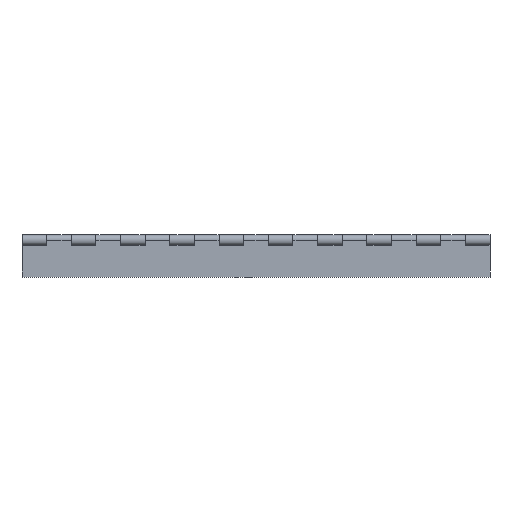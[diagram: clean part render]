
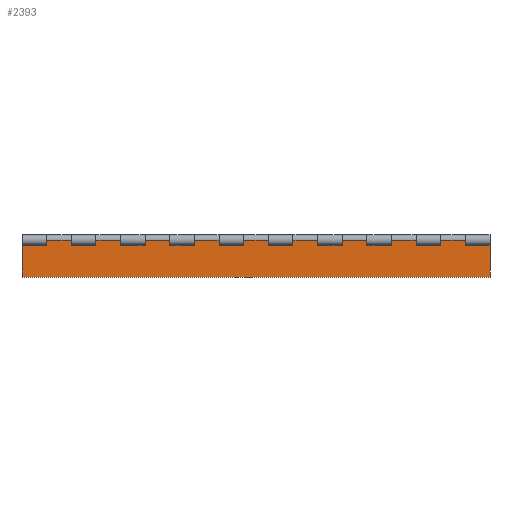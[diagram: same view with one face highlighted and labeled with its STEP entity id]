
A CAD part, top view. The second image highlights one B-rep face of the part: STEP entity #2393.
In plain terms, the highlighted planar face has unit normal (0, 0, 1).
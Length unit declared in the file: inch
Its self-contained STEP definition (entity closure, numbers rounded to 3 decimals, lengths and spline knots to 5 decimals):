
#194=FACE_OUTER_BOUND('',#319,.T.);
#319=EDGE_LOOP('',(#1790,#1791,#1792,#1793,#1794,#1795,#1796,#1797,#1798,
#1799,#1800,#1801,#1802,#1803,#1804,#1805,#1806,#1807,#1808,#1809,#1810,
#1811,#1812,#1813,#1814,#1815,#1816,#1817,#1818,#1819,#1820,#1821,#1822,
#1823,#1824,#1825,#1826,#1827,#1828,#1829));
#407=LINE('',#3429,#685);
#408=LINE('',#3432,#686);
#449=LINE('',#3514,#727);
#453=LINE('',#3530,#731);
#455=LINE('',#3534,#733);
#457=LINE('',#3538,#735);
#461=LINE('',#3554,#739);
#463=LINE('',#3558,#741);
#465=LINE('',#3562,#743);
#469=LINE('',#3578,#747);
#471=LINE('',#3582,#749);
#473=LINE('',#3586,#751);
#477=LINE('',#3602,#755);
#479=LINE('',#3606,#757);
#481=LINE('',#3610,#759);
#485=LINE('',#3626,#763);
#487=LINE('',#3630,#765);
#489=LINE('',#3634,#767);
#493=LINE('',#3650,#771);
#495=LINE('',#3654,#773);
#497=LINE('',#3658,#775);
#501=LINE('',#3674,#779);
#503=LINE('',#3678,#781);
#505=LINE('',#3682,#783);
#509=LINE('',#3698,#787);
#511=LINE('',#3702,#789);
#513=LINE('',#3706,#791);
#517=LINE('',#3722,#795);
#520=LINE('',#3727,#798);
#521=LINE('',#3730,#799);
#523=LINE('',#3733,#801);
#524=LINE('',#3735,#802);
#525=LINE('',#3736,#803);
#526=LINE('',#3737,#804);
#527=LINE('',#3738,#805);
#528=LINE('',#3739,#806);
#529=LINE('',#3740,#807);
#530=LINE('',#3741,#808);
#531=LINE('',#3742,#809);
#532=LINE('',#3743,#810);
#685=VECTOR('',#2730,1.285);
#686=VECTOR('',#2733,1.);
#727=VECTOR('',#2778,0.215);
#731=VECTOR('',#2794,0.215);
#733=VECTOR('',#2798,1.);
#735=VECTOR('',#2802,0.215);
#739=VECTOR('',#2818,0.215);
#741=VECTOR('',#2822,1.);
#743=VECTOR('',#2826,0.215);
#747=VECTOR('',#2842,0.215);
#749=VECTOR('',#2846,1.);
#751=VECTOR('',#2850,0.215);
#755=VECTOR('',#2866,0.215);
#757=VECTOR('',#2870,1.);
#759=VECTOR('',#2874,0.215);
#763=VECTOR('',#2890,0.215);
#765=VECTOR('',#2894,1.);
#767=VECTOR('',#2898,0.215);
#771=VECTOR('',#2914,0.215);
#773=VECTOR('',#2918,1.);
#775=VECTOR('',#2922,0.215);
#779=VECTOR('',#2938,0.215);
#781=VECTOR('',#2942,1.);
#783=VECTOR('',#2946,0.215);
#787=VECTOR('',#2962,0.215);
#789=VECTOR('',#2966,1.);
#791=VECTOR('',#2970,0.215);
#795=VECTOR('',#2986,0.215);
#798=VECTOR('',#2991,1.);
#799=VECTOR('',#2994,1.285);
#801=VECTOR('',#2998,19.);
#802=VECTOR('',#3001,1.);
#803=VECTOR('',#3002,1.);
#804=VECTOR('',#3003,1.);
#805=VECTOR('',#3004,1.);
#806=VECTOR('',#3005,1.);
#807=VECTOR('',#3006,1.);
#808=VECTOR('',#3007,1.);
#809=VECTOR('',#3008,1.);
#810=VECTOR('',#3009,1.);
#961=VERTEX_POINT('',#3423);
#963=VERTEX_POINT('',#3427);
#964=VERTEX_POINT('',#3431);
#1003=VERTEX_POINT('',#3513);
#1008=VERTEX_POINT('',#3527);
#1009=VERTEX_POINT('',#3529);
#1010=VERTEX_POINT('',#3533);
#1011=VERTEX_POINT('',#3537);
#1016=VERTEX_POINT('',#3551);
#1017=VERTEX_POINT('',#3553);
#1018=VERTEX_POINT('',#3557);
#1019=VERTEX_POINT('',#3561);
#1024=VERTEX_POINT('',#3575);
#1025=VERTEX_POINT('',#3577);
#1026=VERTEX_POINT('',#3581);
#1027=VERTEX_POINT('',#3585);
#1032=VERTEX_POINT('',#3599);
#1033=VERTEX_POINT('',#3601);
#1034=VERTEX_POINT('',#3605);
#1035=VERTEX_POINT('',#3609);
#1040=VERTEX_POINT('',#3623);
#1041=VERTEX_POINT('',#3625);
#1042=VERTEX_POINT('',#3629);
#1043=VERTEX_POINT('',#3633);
#1048=VERTEX_POINT('',#3647);
#1049=VERTEX_POINT('',#3649);
#1050=VERTEX_POINT('',#3653);
#1051=VERTEX_POINT('',#3657);
#1056=VERTEX_POINT('',#3671);
#1057=VERTEX_POINT('',#3673);
#1058=VERTEX_POINT('',#3677);
#1059=VERTEX_POINT('',#3681);
#1064=VERTEX_POINT('',#3695);
#1065=VERTEX_POINT('',#3697);
#1066=VERTEX_POINT('',#3701);
#1067=VERTEX_POINT('',#3705);
#1072=VERTEX_POINT('',#3719);
#1073=VERTEX_POINT('',#3721);
#1074=VERTEX_POINT('',#3725);
#1075=VERTEX_POINT('',#3729);
#1201=EDGE_CURVE('',#963,#961,#407,.T.);
#1202=EDGE_CURVE('',#964,#961,#408,.T.);
#1243=EDGE_CURVE('',#964,#1003,#449,.T.);
#1251=EDGE_CURVE('',#1009,#1008,#453,.T.);
#1253=EDGE_CURVE('',#1010,#1009,#455,.T.);
#1255=EDGE_CURVE('',#1010,#1011,#457,.T.);
#1263=EDGE_CURVE('',#1017,#1016,#461,.T.);
#1265=EDGE_CURVE('',#1018,#1017,#463,.T.);
#1267=EDGE_CURVE('',#1018,#1019,#465,.T.);
#1275=EDGE_CURVE('',#1025,#1024,#469,.T.);
#1277=EDGE_CURVE('',#1026,#1025,#471,.T.);
#1279=EDGE_CURVE('',#1026,#1027,#473,.T.);
#1287=EDGE_CURVE('',#1033,#1032,#477,.T.);
#1289=EDGE_CURVE('',#1034,#1033,#479,.T.);
#1291=EDGE_CURVE('',#1034,#1035,#481,.T.);
#1299=EDGE_CURVE('',#1041,#1040,#485,.T.);
#1301=EDGE_CURVE('',#1042,#1041,#487,.T.);
#1303=EDGE_CURVE('',#1042,#1043,#489,.T.);
#1311=EDGE_CURVE('',#1049,#1048,#493,.T.);
#1313=EDGE_CURVE('',#1050,#1049,#495,.T.);
#1315=EDGE_CURVE('',#1050,#1051,#497,.T.);
#1323=EDGE_CURVE('',#1057,#1056,#501,.T.);
#1325=EDGE_CURVE('',#1058,#1057,#503,.T.);
#1327=EDGE_CURVE('',#1058,#1059,#505,.T.);
#1335=EDGE_CURVE('',#1065,#1064,#509,.T.);
#1337=EDGE_CURVE('',#1066,#1065,#511,.T.);
#1339=EDGE_CURVE('',#1066,#1067,#513,.T.);
#1347=EDGE_CURVE('',#1073,#1072,#517,.T.);
#1350=EDGE_CURVE('',#1073,#1074,#520,.T.);
#1351=EDGE_CURVE('',#1075,#1074,#521,.T.);
#1353=EDGE_CURVE('',#1075,#963,#523,.T.);
#1354=EDGE_CURVE('',#1072,#1067,#524,.T.);
#1355=EDGE_CURVE('',#1064,#1059,#525,.T.);
#1356=EDGE_CURVE('',#1056,#1051,#526,.T.);
#1357=EDGE_CURVE('',#1048,#1043,#527,.T.);
#1358=EDGE_CURVE('',#1040,#1035,#528,.T.);
#1359=EDGE_CURVE('',#1032,#1027,#529,.T.);
#1360=EDGE_CURVE('',#1024,#1019,#530,.T.);
#1361=EDGE_CURVE('',#1016,#1011,#531,.T.);
#1362=EDGE_CURVE('',#1008,#1003,#532,.T.);
#1790=ORIENTED_EDGE('',*,*,#1243,.F.);
#1791=ORIENTED_EDGE('',*,*,#1202,.T.);
#1792=ORIENTED_EDGE('',*,*,#1201,.F.);
#1793=ORIENTED_EDGE('',*,*,#1353,.F.);
#1794=ORIENTED_EDGE('',*,*,#1351,.T.);
#1795=ORIENTED_EDGE('',*,*,#1350,.F.);
#1796=ORIENTED_EDGE('',*,*,#1347,.T.);
#1797=ORIENTED_EDGE('',*,*,#1354,.T.);
#1798=ORIENTED_EDGE('',*,*,#1339,.F.);
#1799=ORIENTED_EDGE('',*,*,#1337,.T.);
#1800=ORIENTED_EDGE('',*,*,#1335,.T.);
#1801=ORIENTED_EDGE('',*,*,#1355,.T.);
#1802=ORIENTED_EDGE('',*,*,#1327,.F.);
#1803=ORIENTED_EDGE('',*,*,#1325,.T.);
#1804=ORIENTED_EDGE('',*,*,#1323,.T.);
#1805=ORIENTED_EDGE('',*,*,#1356,.T.);
#1806=ORIENTED_EDGE('',*,*,#1315,.F.);
#1807=ORIENTED_EDGE('',*,*,#1313,.T.);
#1808=ORIENTED_EDGE('',*,*,#1311,.T.);
#1809=ORIENTED_EDGE('',*,*,#1357,.T.);
#1810=ORIENTED_EDGE('',*,*,#1303,.F.);
#1811=ORIENTED_EDGE('',*,*,#1301,.T.);
#1812=ORIENTED_EDGE('',*,*,#1299,.T.);
#1813=ORIENTED_EDGE('',*,*,#1358,.T.);
#1814=ORIENTED_EDGE('',*,*,#1291,.F.);
#1815=ORIENTED_EDGE('',*,*,#1289,.T.);
#1816=ORIENTED_EDGE('',*,*,#1287,.T.);
#1817=ORIENTED_EDGE('',*,*,#1359,.T.);
#1818=ORIENTED_EDGE('',*,*,#1279,.F.);
#1819=ORIENTED_EDGE('',*,*,#1277,.T.);
#1820=ORIENTED_EDGE('',*,*,#1275,.T.);
#1821=ORIENTED_EDGE('',*,*,#1360,.T.);
#1822=ORIENTED_EDGE('',*,*,#1267,.F.);
#1823=ORIENTED_EDGE('',*,*,#1265,.T.);
#1824=ORIENTED_EDGE('',*,*,#1263,.T.);
#1825=ORIENTED_EDGE('',*,*,#1361,.T.);
#1826=ORIENTED_EDGE('',*,*,#1255,.F.);
#1827=ORIENTED_EDGE('',*,*,#1253,.T.);
#1828=ORIENTED_EDGE('',*,*,#1251,.T.);
#1829=ORIENTED_EDGE('',*,*,#1362,.T.);
#2298=PLANE('',#2590);
#2393=ADVANCED_FACE('',(#194),#2298,.T.);
#2590=AXIS2_PLACEMENT_3D('',#3734,#2999,#3000);
#2730=DIRECTION('',(0.,1.,0.));
#2733=DIRECTION('',(-1.,0.,0.));
#2778=DIRECTION('',(0.,1.,0.));
#2794=DIRECTION('',(0.,1.,0.));
#2798=DIRECTION('',(-1.,0.,0.));
#2802=DIRECTION('',(0.,1.,0.));
#2818=DIRECTION('',(0.,1.,0.));
#2822=DIRECTION('',(-1.,0.,0.));
#2826=DIRECTION('',(0.,1.,0.));
#2842=DIRECTION('',(0.,1.,0.));
#2846=DIRECTION('',(-1.,0.,0.));
#2850=DIRECTION('',(0.,1.,0.));
#2866=DIRECTION('',(0.,1.,0.));
#2870=DIRECTION('',(-1.,0.,0.));
#2874=DIRECTION('',(0.,1.,0.));
#2890=DIRECTION('',(0.,1.,0.));
#2894=DIRECTION('',(-1.,0.,0.));
#2898=DIRECTION('',(0.,1.,0.));
#2914=DIRECTION('',(0.,1.,0.));
#2918=DIRECTION('',(-1.,0.,0.));
#2922=DIRECTION('',(0.,1.,0.));
#2938=DIRECTION('',(0.,1.,0.));
#2942=DIRECTION('',(-1.,0.,0.));
#2946=DIRECTION('',(0.,1.,0.));
#2962=DIRECTION('',(0.,1.,0.));
#2966=DIRECTION('',(-1.,0.,0.));
#2970=DIRECTION('',(0.,1.,0.));
#2986=DIRECTION('',(0.,1.,0.));
#2991=DIRECTION('',(1.,0.,0.));
#2994=DIRECTION('',(0.,1.,0.));
#2998=DIRECTION('',(-1.,0.,0.));
#2999=DIRECTION('center_axis',(0.,0.,1.));
#3000=DIRECTION('ref_axis',(0.,-1.,0.));
#3001=DIRECTION('',(-1.,0.,0.));
#3002=DIRECTION('',(-1.,0.,0.));
#3003=DIRECTION('',(-1.,0.,0.));
#3004=DIRECTION('',(-1.,0.,0.));
#3005=DIRECTION('',(-1.,0.,0.));
#3006=DIRECTION('',(-1.,0.,0.));
#3007=DIRECTION('',(-1.,0.,0.));
#3008=DIRECTION('',(-1.,0.,0.));
#3009=DIRECTION('',(-1.,0.,0.));
#3423=CARTESIAN_POINT('',(-9.5,-0.215,0.));
#3427=CARTESIAN_POINT('',(-9.5,-1.5,0.));
#3429=CARTESIAN_POINT('',(-9.5,-1.5,0.));
#3431=CARTESIAN_POINT('',(-8.5,-0.215,0.));
#3432=CARTESIAN_POINT('',(-8.5,-0.215,0.));
#3513=CARTESIAN_POINT('',(-8.5,0.,0.));
#3514=CARTESIAN_POINT('',(-8.5,-0.215,0.));
#3527=CARTESIAN_POINT('',(-7.5,0.,0.));
#3529=CARTESIAN_POINT('',(-7.5,-0.215,0.));
#3530=CARTESIAN_POINT('',(-7.5,-0.215,0.));
#3533=CARTESIAN_POINT('',(-6.5,-0.215,0.));
#3534=CARTESIAN_POINT('',(-6.5,-0.215,0.));
#3537=CARTESIAN_POINT('',(-6.5,0.,0.));
#3538=CARTESIAN_POINT('',(-6.5,-0.215,0.));
#3551=CARTESIAN_POINT('',(-5.5,0.,0.));
#3553=CARTESIAN_POINT('',(-5.5,-0.215,0.));
#3554=CARTESIAN_POINT('',(-5.5,-0.215,0.));
#3557=CARTESIAN_POINT('',(-4.5,-0.215,0.));
#3558=CARTESIAN_POINT('',(-4.5,-0.215,0.));
#3561=CARTESIAN_POINT('',(-4.5,0.,0.));
#3562=CARTESIAN_POINT('',(-4.5,-0.215,0.));
#3575=CARTESIAN_POINT('',(-3.5,0.,0.));
#3577=CARTESIAN_POINT('',(-3.5,-0.215,0.));
#3578=CARTESIAN_POINT('',(-3.5,-0.215,0.));
#3581=CARTESIAN_POINT('',(-2.5,-0.215,0.));
#3582=CARTESIAN_POINT('',(-2.5,-0.215,0.));
#3585=CARTESIAN_POINT('',(-2.5,0.,0.));
#3586=CARTESIAN_POINT('',(-2.5,-0.215,0.));
#3599=CARTESIAN_POINT('',(-1.5,0.,0.));
#3601=CARTESIAN_POINT('',(-1.5,-0.215,0.));
#3602=CARTESIAN_POINT('',(-1.5,-0.215,0.));
#3605=CARTESIAN_POINT('',(-0.5,-0.215,0.));
#3606=CARTESIAN_POINT('',(-0.5,-0.215,0.));
#3609=CARTESIAN_POINT('',(-0.5,0.,0.));
#3610=CARTESIAN_POINT('',(-0.5,-0.215,0.));
#3623=CARTESIAN_POINT('',(0.5,0.,0.));
#3625=CARTESIAN_POINT('',(0.5,-0.215,0.));
#3626=CARTESIAN_POINT('',(0.5,-0.215,0.));
#3629=CARTESIAN_POINT('',(1.5,-0.215,0.));
#3630=CARTESIAN_POINT('',(1.5,-0.215,0.));
#3633=CARTESIAN_POINT('',(1.5,0.,0.));
#3634=CARTESIAN_POINT('',(1.5,-0.215,0.));
#3647=CARTESIAN_POINT('',(2.5,0.,0.));
#3649=CARTESIAN_POINT('',(2.5,-0.215,0.));
#3650=CARTESIAN_POINT('',(2.5,-0.215,0.));
#3653=CARTESIAN_POINT('',(3.5,-0.215,0.));
#3654=CARTESIAN_POINT('',(3.5,-0.215,0.));
#3657=CARTESIAN_POINT('',(3.5,0.,0.));
#3658=CARTESIAN_POINT('',(3.5,-0.215,0.));
#3671=CARTESIAN_POINT('',(4.5,0.,0.));
#3673=CARTESIAN_POINT('',(4.5,-0.215,0.));
#3674=CARTESIAN_POINT('',(4.5,-0.215,0.));
#3677=CARTESIAN_POINT('',(5.5,-0.215,0.));
#3678=CARTESIAN_POINT('',(5.5,-0.215,0.));
#3681=CARTESIAN_POINT('',(5.5,0.,0.));
#3682=CARTESIAN_POINT('',(5.5,-0.215,0.));
#3695=CARTESIAN_POINT('',(6.5,0.,0.));
#3697=CARTESIAN_POINT('',(6.5,-0.215,0.));
#3698=CARTESIAN_POINT('',(6.5,-0.215,0.));
#3701=CARTESIAN_POINT('',(7.5,-0.215,0.));
#3702=CARTESIAN_POINT('',(7.5,-0.215,0.));
#3705=CARTESIAN_POINT('',(7.5,0.,0.));
#3706=CARTESIAN_POINT('',(7.5,-0.215,0.));
#3719=CARTESIAN_POINT('',(8.5,0.,0.));
#3721=CARTESIAN_POINT('',(8.5,-0.215,0.));
#3722=CARTESIAN_POINT('',(8.5,-0.215,0.));
#3725=CARTESIAN_POINT('',(9.5,-0.215,0.));
#3727=CARTESIAN_POINT('',(8.5,-0.215,0.));
#3729=CARTESIAN_POINT('',(9.5,-1.5,0.));
#3730=CARTESIAN_POINT('',(9.5,-1.5,0.));
#3733=CARTESIAN_POINT('',(9.5,-1.5,0.));
#3734=CARTESIAN_POINT('Origin',(-9.5,0.,0.));
#3735=CARTESIAN_POINT('',(8.5,0.,0.));
#3736=CARTESIAN_POINT('',(6.5,0.,0.));
#3737=CARTESIAN_POINT('',(4.5,0.,0.));
#3738=CARTESIAN_POINT('',(2.5,0.,0.));
#3739=CARTESIAN_POINT('',(0.5,0.,0.));
#3740=CARTESIAN_POINT('',(-1.5,0.,0.));
#3741=CARTESIAN_POINT('',(-3.5,0.,0.));
#3742=CARTESIAN_POINT('',(-5.5,0.,0.));
#3743=CARTESIAN_POINT('',(-7.5,0.,0.));
